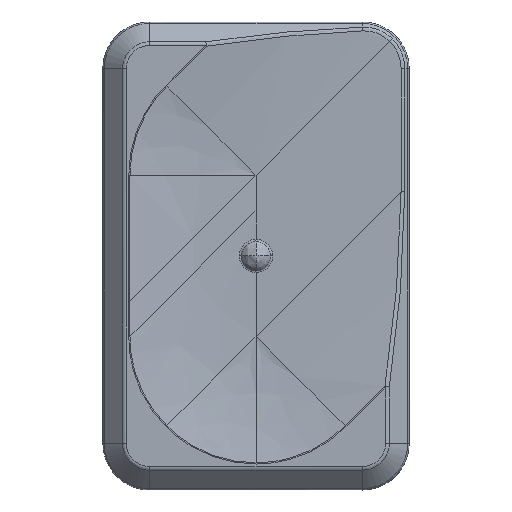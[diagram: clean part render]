
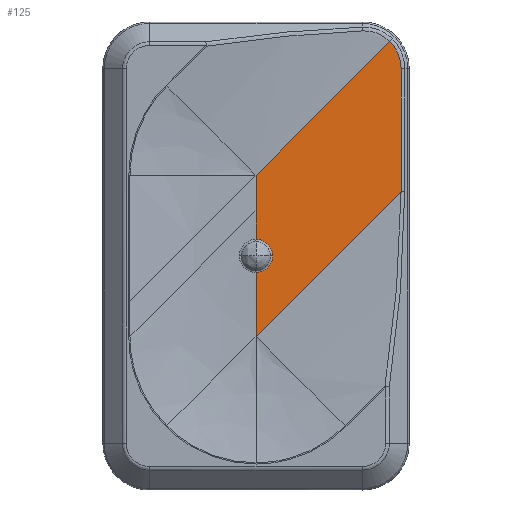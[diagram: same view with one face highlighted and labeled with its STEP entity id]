
A CAD part, top view. The second image highlights one B-rep face of the part: STEP entity #125.
In plain terms, the highlighted planar face has unit normal (0, 0, 1).
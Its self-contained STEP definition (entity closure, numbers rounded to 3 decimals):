
#125=ADVANCED_FACE('',(#237),#1544,.T.);
#237=FACE_OUTER_BOUND('',#352,.T.);
#352=EDGE_LOOP('',(#838,#839,#840,#841,#842,#843,#844,#845,#846));
#838=ORIENTED_EDGE('',*,*,#1107,.T.);
#839=ORIENTED_EDGE('',*,*,#896,.T.);
#840=ORIENTED_EDGE('',*,*,#875,.F.);
#841=ORIENTED_EDGE('',*,*,#877,.F.);
#842=ORIENTED_EDGE('',*,*,#894,.F.);
#843=ORIENTED_EDGE('',*,*,#1105,.F.);
#844=ORIENTED_EDGE('',*,*,#1106,.T.);
#845=ORIENTED_EDGE('',*,*,#1111,.F.);
#846=ORIENTED_EDGE('',*,*,#1110,.F.);
#875=EDGE_CURVE('',#1375,#1374,#1248,.T.);
#877=EDGE_CURVE('',#1371,#1375,#1250,.T.);
#894=EDGE_CURVE('',#1387,#1371,#1267,.T.);
#896=EDGE_CURVE('',#1392,#1374,#1269,.T.);
#1105=EDGE_CURVE('',#1510,#1387,#1366,.T.);
#1106=EDGE_CURVE('',#1510,#1511,#1367,.T.);
#1107=EDGE_CURVE('',#1512,#1392,#1368,.T.);
#1110=EDGE_CURVE('',#1512,#1514,#1233,.T.);
#1111=EDGE_CURVE('',#1514,#1511,#1234,.T.);
#1233=B_SPLINE_CURVE_WITH_KNOTS('',3,(#3666,#3667,#3668,#3669,#3670,#3671,
#3672,#3673,#3674,#3675),.UNSPECIFIED.,.F.,.F.,(4,2,2,2,4),(-1.43,
-1.073,-0.715,-0.358,0.),
 .UNSPECIFIED.);
#1234=B_SPLINE_CURVE_WITH_KNOTS('',3,(#3676,#3677,#3678,#3679,#3680,#3681,
#3682,#3683,#3684,#3685),.UNSPECIFIED.,.F.,.F.,(4,2,2,2,4),(-1.43,
-1.073,-0.715,-0.358,0.),
 .UNSPECIFIED.);
#1248=(
BOUNDED_CURVE()
B_SPLINE_CURVE(1,(#2872,#2873),.UNSPECIFIED.,.F.,.F.)
B_SPLINE_CURVE_WITH_KNOTS((2,2),(0.,7.224),
 .UNSPECIFIED.)
CURVE()
GEOMETRIC_REPRESENTATION_ITEM()
RATIONAL_B_SPLINE_CURVE((1.,1.))
REPRESENTATION_ITEM('')
);
#1250=(
BOUNDED_CURVE()
B_SPLINE_CURVE(3,(#2881,#2882,#2883,#2884,#2885,#2886,#2887),
 .UNSPECIFIED.,.F.,.F.)
B_SPLINE_CURVE_WITH_KNOTS((4,3,4),(-1.787,-0.629,
0.),.UNSPECIFIED.)
CURVE()
GEOMETRIC_REPRESENTATION_ITEM()
RATIONAL_B_SPLINE_CURVE((1.,1.,1.,1.,1.,1.,1.))
REPRESENTATION_ITEM('')
);
#1267=(
BOUNDED_CURVE()
B_SPLINE_CURVE(1,(#2940,#2941),.UNSPECIFIED.,.F.,.F.)
B_SPLINE_CURVE_WITH_KNOTS((2,2),(0.,11.114),.UNSPECIFIED.)
CURVE()
GEOMETRIC_REPRESENTATION_ITEM()
RATIONAL_B_SPLINE_CURVE((1.,1.))
REPRESENTATION_ITEM('')
);
#1269=(
BOUNDED_CURVE()
B_SPLINE_CURVE(1,(#2944,#2945),.UNSPECIFIED.,.F.,.F.)
B_SPLINE_CURVE_WITH_KNOTS((2,2),(0.,12.057),.UNSPECIFIED.)
CURVE()
GEOMETRIC_REPRESENTATION_ITEM()
RATIONAL_B_SPLINE_CURVE((1.,1.))
REPRESENTATION_ITEM('')
);
#1366=(
BOUNDED_CURVE()
B_SPLINE_CURVE(2,(#3635,#3636,#3637,#3638,#3639),.UNSPECIFIED.,.F.,.F.)
B_SPLINE_CURVE_WITH_KNOTS((3,2,3),(-9.5,-9.374,-7.409),
 .UNSPECIFIED.)
CURVE()
GEOMETRIC_REPRESENTATION_ITEM()
RATIONAL_B_SPLINE_CURVE((1.,1.,1.,1.,1.))
REPRESENTATION_ITEM('')
);
#1367=(
BOUNDED_CURVE()
B_SPLINE_CURVE(2,(#3640,#3641,#3642),.UNSPECIFIED.,.F.,.F.)
B_SPLINE_CURVE_WITH_KNOTS((3,3),(9.5,11.182),
 .UNSPECIFIED.)
CURVE()
GEOMETRIC_REPRESENTATION_ITEM()
RATIONAL_B_SPLINE_CURVE((1.,1.,1.))
REPRESENTATION_ITEM('')
);
#1368=(
BOUNDED_CURVE()
B_SPLINE_CURVE(2,(#3643,#3644,#3645),.UNSPECIFIED.,.F.,.F.)
B_SPLINE_CURVE_WITH_KNOTS((3,3),(13.135,16.909),
 .UNSPECIFIED.)
CURVE()
GEOMETRIC_REPRESENTATION_ITEM()
RATIONAL_B_SPLINE_CURVE((1.,1.,1.))
REPRESENTATION_ITEM('')
);
#1371=VERTEX_POINT('',#2680);
#1374=VERTEX_POINT('',#2683);
#1375=VERTEX_POINT('',#2684);
#1387=VERTEX_POINT('',#2696);
#1392=VERTEX_POINT('',#2701);
#1510=VERTEX_POINT('',#2819);
#1511=VERTEX_POINT('',#2820);
#1512=VERTEX_POINT('',#2821);
#1514=VERTEX_POINT('',#2823);
#1544=PLANE('',#1703);
#1703=AXIS2_PLACEMENT_3D('',#2437,#1763,$);
#1763=DIRECTION('',(0.,0.,1.));
#2437=CARTESIAN_POINT('',(202.226,35.353,8.338));
#2680=CARTESIAN_POINT('',(210.085,52.712,8.338));
#2683=CARTESIAN_POINT('',(210.752,43.878,8.338));
#2684=CARTESIAN_POINT('',(210.752,51.103,8.338));
#2696=CARTESIAN_POINT('',(202.226,44.853,8.338));
#2701=CARTESIAN_POINT('',(202.226,35.353,8.338));
#2819=CARTESIAN_POINT('',(202.226,42.761,8.338));
#2820=CARTESIAN_POINT('',(202.226,41.079,8.338));
#2821=CARTESIAN_POINT('',(202.226,39.126,8.338));
#2823=CARTESIAN_POINT('',(203.202,40.103,8.338));
#2872=CARTESIAN_POINT('',(210.752,51.103,8.338));
#2873=CARTESIAN_POINT('',(210.752,43.878,8.338));
#2881=CARTESIAN_POINT('',(210.085,52.712,8.338));
#2882=CARTESIAN_POINT('',(210.357,52.438,8.338));
#2883=CARTESIAN_POINT('',(210.561,52.096,8.338));
#2884=CARTESIAN_POINT('',(210.666,51.724,8.338));
#2885=CARTESIAN_POINT('',(210.723,51.522,8.338));
#2886=CARTESIAN_POINT('',(210.751,51.312,8.338));
#2887=CARTESIAN_POINT('',(210.752,51.103,8.338));
#2940=CARTESIAN_POINT('',(202.226,44.853,8.338));
#2941=CARTESIAN_POINT('',(210.085,52.712,8.338));
#2944=CARTESIAN_POINT('',(202.226,35.353,8.338));
#2945=CARTESIAN_POINT('',(210.752,43.878,8.338));
#3635=CARTESIAN_POINT('',(202.226,42.761,8.338));
#3636=CARTESIAN_POINT('',(202.226,42.824,8.338));
#3637=CARTESIAN_POINT('',(202.226,42.887,8.338));
#3638=CARTESIAN_POINT('',(202.226,43.87,8.338));
#3639=CARTESIAN_POINT('',(202.226,44.853,8.338));
#3640=CARTESIAN_POINT('',(202.226,42.761,8.338));
#3641=CARTESIAN_POINT('',(202.226,41.92,8.338));
#3642=CARTESIAN_POINT('',(202.226,41.079,8.338));
#3643=CARTESIAN_POINT('',(202.226,39.126,8.338));
#3644=CARTESIAN_POINT('',(202.226,37.24,8.338));
#3645=CARTESIAN_POINT('',(202.226,35.353,8.338));
#3666=CARTESIAN_POINT('',(202.226,39.126,8.338));
#3667=CARTESIAN_POINT('',(202.354,39.126,8.338));
#3668=CARTESIAN_POINT('',(202.481,39.152,8.338));
#3669=CARTESIAN_POINT('',(202.718,39.25,8.338));
#3670=CARTESIAN_POINT('',(202.826,39.322,8.338));
#3671=CARTESIAN_POINT('',(203.007,39.503,8.338));
#3672=CARTESIAN_POINT('',(203.079,39.611,8.338));
#3673=CARTESIAN_POINT('',(203.177,39.847,8.338));
#3674=CARTESIAN_POINT('',(203.202,39.975,8.338));
#3675=CARTESIAN_POINT('',(203.202,40.103,8.338));
#3676=CARTESIAN_POINT('',(203.202,40.103,8.338));
#3677=CARTESIAN_POINT('',(203.202,40.231,8.338));
#3678=CARTESIAN_POINT('',(203.177,40.358,8.338));
#3679=CARTESIAN_POINT('',(203.079,40.594,8.338));
#3680=CARTESIAN_POINT('',(203.007,40.703,8.338));
#3681=CARTESIAN_POINT('',(202.826,40.883,8.338));
#3682=CARTESIAN_POINT('',(202.718,40.956,8.338));
#3683=CARTESIAN_POINT('',(202.481,41.053,8.338));
#3684=CARTESIAN_POINT('',(202.354,41.079,8.338));
#3685=CARTESIAN_POINT('',(202.226,41.079,8.338));
